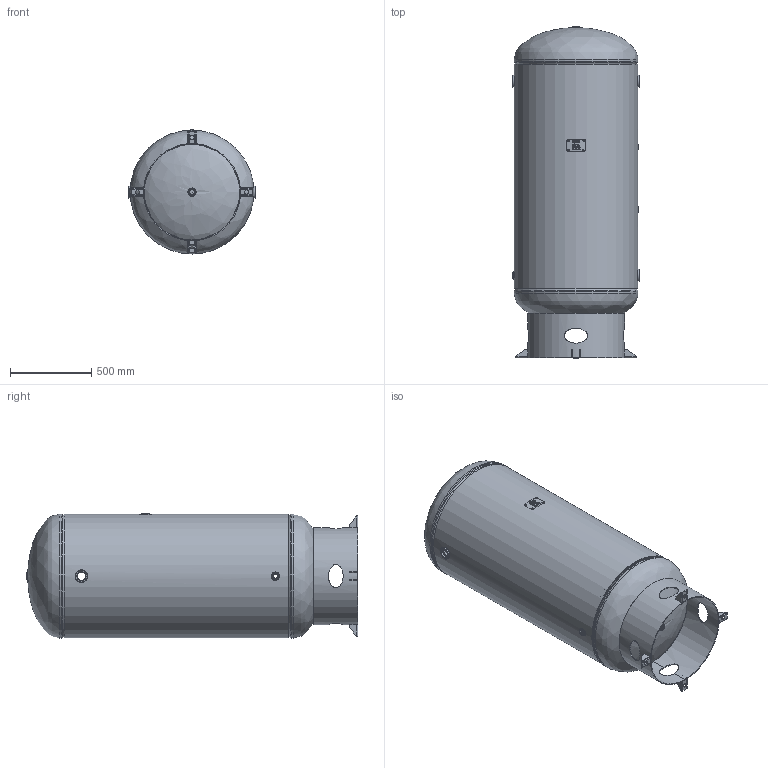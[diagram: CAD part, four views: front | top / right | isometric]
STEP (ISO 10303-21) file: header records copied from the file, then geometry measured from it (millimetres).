
FILE_DESCRIPTION(/* description */ ('FIRST LINE DESCRIPTION'),/* implementation_level */ '2;1');
FILE_NAME(/* name */ 'A10051-300.stp',/* time_stamp */ '2020-12-03T10:52:54-05:00',/* author */ ('matt.gilbert'),/* organization */ ('STEEL FAB IF WE MAKE IT, VENDOR IF WE DON''T'),/* preprocessor_version */ 'ST-DEVELOPER v17.2',/* originating_system */ 'Autodesk Inventor 2019',/* authorisation */ 'CHECKERS BOSS');
FILE_SCHEMA (('AUTOMOTIVE_DESIGN { 1 0 10303 214 3 1 1 }'));
Length unit declared in the file: inch
Products named in the file (11): A10051-300; H30313J; A10051-300-SL; F102001; F101000; F100500; F100250; S102186; S100064; S101519-P; A10051-300-NP
Assembly tree (18 placements, depth 3):
  A10051-300
    H30313J  x2
    A10051-300-SL
    F102001  x3
    F101000  x3
    F100500
    F100250
    S102186
      S100064
      S101519-P  x4
    A10051-300-NP
Bounding box: 780.74 x 2042.72 x 763.52 mm (x, y, z)
Volume: 39632784.3 mm3; surface area: 10678445.5 mm2
Topology: 23 solids, 23 shells, 418 faces, 1178 edges, 818 vertices
Faces by surface type: plane 223, cylinder 95, bspline 45, torus 37, cone 18
Full cylindrical faces by diameter (mm): 9.525 x4, 11.455 x1, 12.7 x2, 18.644 x1, 25.4 x1, 26.987 x1, 30.302 x3, 39.688 x6, 50.8 x6, 55.169 x3, 66.675 x3, 76.2 x3, 587.375 x1, 596.9 x1, 729.234 x2, 743.606 x1, 745.109 x2, 747.116 x2, 759.506 x1, 762 x2
Entity records: 12595 total; most frequent: CARTESIAN_POINT 4584, ORIENTED_EDGE 1628, DIRECTION 1544, EDGE_CURVE 814, AXIS2_PLACEMENT_3D 607, VERTEX_POINT 566, EDGE_LOOP 352, LINE 330
